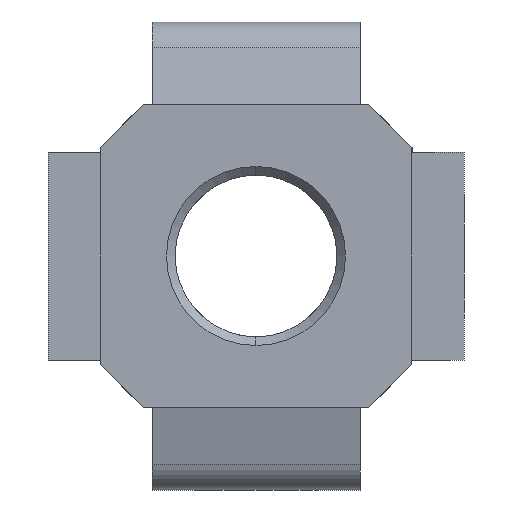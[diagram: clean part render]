
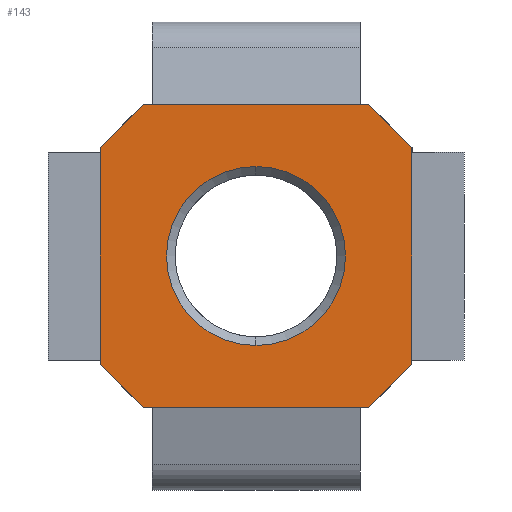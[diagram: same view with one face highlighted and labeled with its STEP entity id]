
A CAD part, left-side view. The second image highlights one B-rep face of the part: STEP entity #143.
In plain terms, the highlighted planar face has unit normal (-1, 0, 0).
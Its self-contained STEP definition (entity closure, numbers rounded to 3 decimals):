
#10 = VECTOR ( 'NONE', #2526, 1000. ) ;
#43 = ORIENTED_EDGE ( 'NONE', *, *, #515, .F. ) ;
#97 = DIRECTION ( 'NONE',  ( 0., -0.707, 0.707 ) ) ;
#99 = EDGE_LOOP ( 'NONE', ( #766, #43 ) ) ;
#113 = VERTEX_POINT ( 'NONE', #1976 ) ;
#118 = ORIENTED_EDGE ( 'NONE', *, *, #2573, .F. ) ;
#143 = ADVANCED_FACE ( 'NONE', ( #643, #813 ), #1762, .T. ) ;
#163 = DIRECTION ( 'NONE',  ( 0., -0.707, -0.707 ) ) ;
#168 = ORIENTED_EDGE ( 'NONE', *, *, #644, .F. ) ;
#217 = VERTEX_POINT ( 'NONE', #1826 ) ;
#233 = DIRECTION ( 'NONE',  ( 0., 0., 1. ) ) ;
#242 = VERTEX_POINT ( 'NONE', #268 ) ;
#268 = CARTESIAN_POINT ( 'NONE',  ( -30., -13., -17.5 ) ) ;
#300 = VERTEX_POINT ( 'NONE', #2161 ) ;
#320 = CIRCLE ( 'NONE', #1343, 10.325 ) ;
#372 = VERTEX_POINT ( 'NONE', #1642 ) ;
#389 = ORIENTED_EDGE ( 'NONE', *, *, #673, .F. ) ;
#455 = CIRCLE ( 'NONE', #1752, 10.325 ) ;
#515 = EDGE_CURVE ( 'NONE', #1184, #1984, #455, .T. ) ;
#525 = EDGE_CURVE ( 'NONE', #2414, #113, #1154, .T. ) ;
#552 = CARTESIAN_POINT ( 'NONE',  ( -30., 18., -12.5 ) ) ;
#557 = ORIENTED_EDGE ( 'NONE', *, *, #525, .F. ) ;
#563 = EDGE_LOOP ( 'NONE', ( #589, #557, #1164, #389, #168, #1844, #118, #1291 ) ) ;
#567 = EDGE_CURVE ( 'NONE', #113, #217, #1753, .T. ) ;
#589 = ORIENTED_EDGE ( 'NONE', *, *, #567, .F. ) ;
#621 = CARTESIAN_POINT ( 'NONE',  ( -30., 18., 12.5 ) ) ;
#634 = VERTEX_POINT ( 'NONE', #829 ) ;
#643 = FACE_OUTER_BOUND ( 'NONE', #563, .T. ) ;
#644 = EDGE_CURVE ( 'NONE', #300, #242, #2466, .T. ) ;
#673 = EDGE_CURVE ( 'NONE', #242, #1299, #1571, .T. ) ;
#716 = VECTOR ( 'NONE', #2510, 1000. ) ;
#766 = ORIENTED_EDGE ( 'NONE', *, *, #2323, .F. ) ;
#813 = FACE_BOUND ( 'NONE', #99, .T. ) ;
#829 = CARTESIAN_POINT ( 'NONE',  ( -30., -13., 17.5 ) ) ;
#930 = DIRECTION ( 'NONE',  ( -1., 0., 0. ) ) ;
#931 = CARTESIAN_POINT ( 'NONE',  ( -30., 0., 0. ) ) ;
#1073 = DIRECTION ( 'NONE',  ( 0., 0., 1. ) ) ;
#1154 = LINE ( 'NONE', #2263, #1897 ) ;
#1164 = ORIENTED_EDGE ( 'NONE', *, *, #2162, .F. ) ;
#1184 = VERTEX_POINT ( 'NONE', #1809 ) ;
#1291 = ORIENTED_EDGE ( 'NONE', *, *, #1346, .F. ) ;
#1299 = VERTEX_POINT ( 'NONE', #2562 ) ;
#1343 = AXIS2_PLACEMENT_3D ( 'NONE', #931, #930, #1073 ) ;
#1346 = EDGE_CURVE ( 'NONE', #217, #634, #1742, .T. ) ;
#1376 = DIRECTION ( 'NONE',  ( 0., 0., 1. ) ) ;
#1415 = EDGE_CURVE ( 'NONE', #372, #300, #2565, .T. ) ;
#1424 = DIRECTION ( 'NONE',  ( -1., 0., 0. ) ) ;
#1541 = DIRECTION ( 'NONE',  ( 0., 0.707, -0.707 ) ) ;
#1553 = CARTESIAN_POINT ( 'NONE',  ( -30., 0., 0. ) ) ;
#1560 = CARTESIAN_POINT ( 'NONE',  ( -30., 18., -12.5 ) ) ;
#1567 = DIRECTION ( 'NONE',  ( 0., 0.707, 0.707 ) ) ;
#1571 = LINE ( 'NONE', #1696, #10 ) ;
#1617 = VECTOR ( 'NONE', #2180, 1000. ) ;
#1642 = CARTESIAN_POINT ( 'NONE',  ( -30., -18., 12.5 ) ) ;
#1696 = CARTESIAN_POINT ( 'NONE',  ( -30., 13., -17.5 ) ) ;
#1742 = LINE ( 'NONE', #2464, #716 ) ;
#1752 = AXIS2_PLACEMENT_3D ( 'NONE', #1553, #1899, #233 ) ;
#1753 = LINE ( 'NONE', #621, #1957 ) ;
#1762 = PLANE ( 'NONE',  #1953 ) ;
#1809 = CARTESIAN_POINT ( 'NONE',  ( -30., 0., -10.325 ) ) ;
#1813 = CARTESIAN_POINT ( 'NONE',  ( -30., 0., 10.325 ) ) ;
#1826 = CARTESIAN_POINT ( 'NONE',  ( -30., 13., 17.5 ) ) ;
#1844 = ORIENTED_EDGE ( 'NONE', *, *, #1415, .F. ) ;
#1897 = VECTOR ( 'NONE', #2405, 1000. ) ;
#1899 = DIRECTION ( 'NONE',  ( -1., 0., 0. ) ) ;
#1943 = CARTESIAN_POINT ( 'NONE',  ( -30., 0., 30.5 ) ) ;
#1953 = AXIS2_PLACEMENT_3D ( 'NONE', #1943, #1424, #1376 ) ;
#1957 = VECTOR ( 'NONE', #97, 1000. ) ;
#1976 = CARTESIAN_POINT ( 'NONE',  ( -30., 18., 12.5 ) ) ;
#1984 = VERTEX_POINT ( 'NONE', #1813 ) ;
#2001 = VECTOR ( 'NONE', #1541, 1000. ) ;
#2066 = LINE ( 'NONE', #1560, #2341 ) ;
#2161 = CARTESIAN_POINT ( 'NONE',  ( -30., -18., -12.5 ) ) ;
#2162 = EDGE_CURVE ( 'NONE', #1299, #2414, #2066, .T. ) ;
#2180 = DIRECTION ( 'NONE',  ( 0., 0., -1. ) ) ;
#2182 = VECTOR ( 'NONE', #163, 1000. ) ;
#2185 = CARTESIAN_POINT ( 'NONE',  ( -30., -18., -12.5 ) ) ;
#2263 = CARTESIAN_POINT ( 'NONE',  ( -30., 18., -12.5 ) ) ;
#2323 = EDGE_CURVE ( 'NONE', #1984, #1184, #320, .T. ) ;
#2341 = VECTOR ( 'NONE', #1567, 1000. ) ;
#2405 = DIRECTION ( 'NONE',  ( 0., 0., 1. ) ) ;
#2414 = VERTEX_POINT ( 'NONE', #552 ) ;
#2464 = CARTESIAN_POINT ( 'NONE',  ( -30., 13., 17.5 ) ) ;
#2466 = LINE ( 'NONE', #2554, #2001 ) ;
#2510 = DIRECTION ( 'NONE',  ( 0., -1., 0. ) ) ;
#2526 = DIRECTION ( 'NONE',  ( 0., 1., 0. ) ) ;
#2554 = CARTESIAN_POINT ( 'NONE',  ( -30., -18., -12.5 ) ) ;
#2562 = CARTESIAN_POINT ( 'NONE',  ( -30., 13., -17.5 ) ) ;
#2565 = LINE ( 'NONE', #2185, #1617 ) ;
#2573 = EDGE_CURVE ( 'NONE', #634, #372, #2629, .T. ) ;
#2576 = CARTESIAN_POINT ( 'NONE',  ( -30., -18., 12.5 ) ) ;
#2629 = LINE ( 'NONE', #2576, #2182 ) ;
